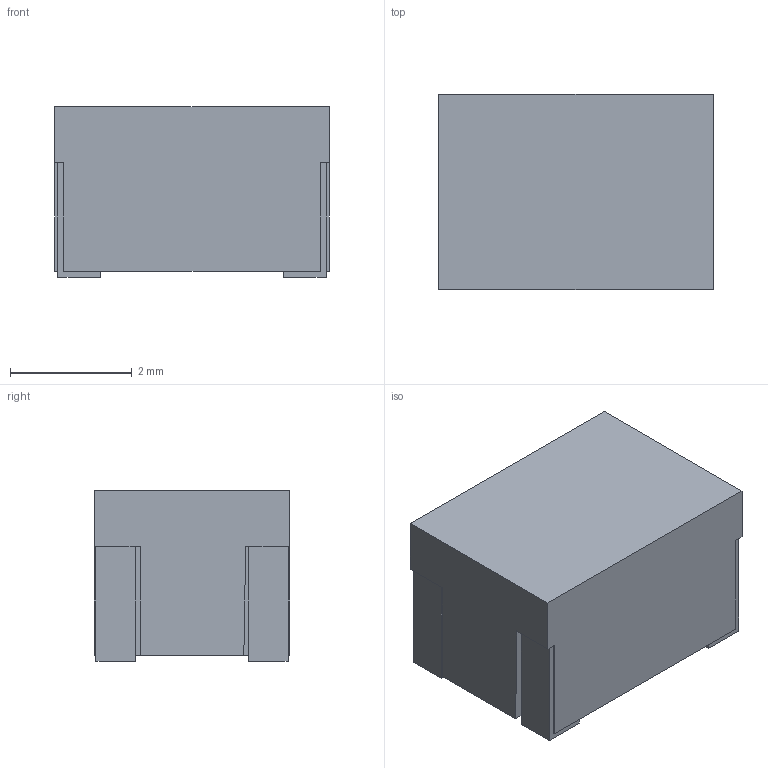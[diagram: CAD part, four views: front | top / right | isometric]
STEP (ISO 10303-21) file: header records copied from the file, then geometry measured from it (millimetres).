
FILE_DESCRIPTION (( 'STEP AP203' ), '1' );
FILE_NAME ('ACT45B Block model (typ size).STEP', '2018-07-17T01:39:45', ( '' ), ( '' ), 'SwSTEP 2.0', 'SolidWorks 2018', '' );
FILE_SCHEMA (( 'CONFIG_CONTROL_DESIGN' ));
Length unit declared in the file: millimetre
Products named in the file (3): ACT45B DR僐傾僽儘僢僋(typ size); ACT45B Block model (typ size); ACT45B 端子ブロック(typ size)
Assembly tree (5 placements, depth 2):
  ACT45B Block model (typ size)
    ACT45B DR僐傾僽儘僢僋(typ size)
    ACT45B 端子ブロック(typ size)  x4
Bounding box: 4.5 x 3.2 x 2.8 mm (x, y, z)
Volume: 38.9 mm3; surface area: 90 mm2
Topology: 5 solids, 5 shells, 58 faces, 144 edges, 96 vertices
Faces by surface type: plane 58
Entity records: 1237 total; most frequent: CARTESIAN_POINT 156, DIRECTION 144, ORIENTED_EDGE 144, VECTOR 72, LINE 72, EDGE_CURVE 72, VERTEX_POINT 48, AXIS2_PLACEMENT_3D 36
